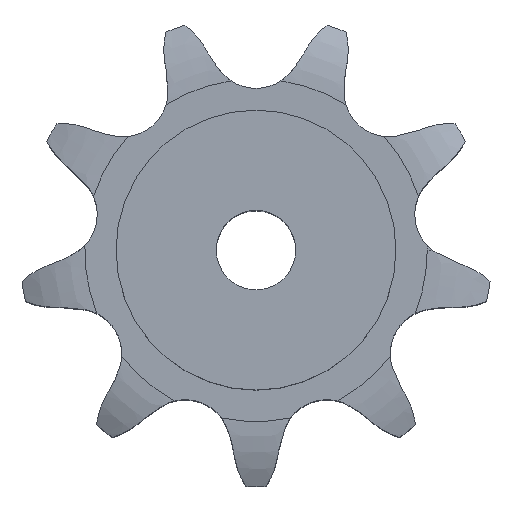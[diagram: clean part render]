
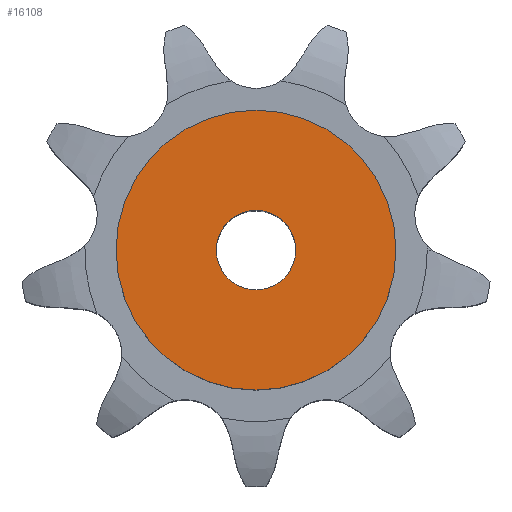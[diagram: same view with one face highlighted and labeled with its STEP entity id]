
A CAD part, top view. The second image highlights one B-rep face of the part: STEP entity #16108.
In plain terms, the highlighted planar face has unit normal (0, 0, 1).
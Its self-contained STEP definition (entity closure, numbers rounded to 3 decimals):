
#8742 = CYLINDRICAL_SURFACE('',#8743,12.5);
#8743 = AXIS2_PLACEMENT_3D('',#8744,#8745,#8746);
#8744 = CARTESIAN_POINT('',(0.,0.,285.975));
#8745 = DIRECTION('',(0.,0.,1.));
#8746 = DIRECTION('',(1.,0.,0.));
#10999 = EDGE_CURVE('',#11000,#11000,#11002,.T.);
#11000 = VERTEX_POINT('',#11001);
#11001 = CARTESIAN_POINT('',(12.5,0.,120.));
#11002 = SURFACE_CURVE('',#11003,(#11008,#11015),.PCURVE_S1.);
#11003 = CIRCLE('',#11004,12.5);
#11004 = AXIS2_PLACEMENT_3D('',#11005,#11006,#11007);
#11005 = CARTESIAN_POINT('',(0.,0.,120.));
#11006 = DIRECTION('',(0.,0.,1.));
#11007 = DIRECTION('',(1.,0.,0.));
#11008 = PCURVE('',#8742,#11009);
#11009 = DEFINITIONAL_REPRESENTATION('',(#11010),#11014);
#11010 = LINE('',#11011,#11012);
#11011 = CARTESIAN_POINT('',(0.,-165.975));
#11012 = VECTOR('',#11013,1.);
#11013 = DIRECTION('',(1.,0.));
#11014 = ( GEOMETRIC_REPRESENTATION_CONTEXT(2) 
PARAMETRIC_REPRESENTATION_CONTEXT() REPRESENTATION_CONTEXT('2D SPACE',''
  ) );
#11015 = PCURVE('',#11016,#11021);
#11016 = PLANE('',#11017);
#11017 = AXIS2_PLACEMENT_3D('',#11018,#11019,#11020);
#11018 = CARTESIAN_POINT('',(0.,0.,
    120.));
#11019 = DIRECTION('',(0.,0.,1.));
#11020 = DIRECTION('',(1.,0.,0.));
#11021 = DEFINITIONAL_REPRESENTATION('',(#11022),#11026);
#11022 = CIRCLE('',#11023,12.5);
#11023 = AXIS2_PLACEMENT_2D('',#11024,#11025);
#11024 = CARTESIAN_POINT('',(0.,0.));
#11025 = DIRECTION('',(1.,0.));
#11026 = ( GEOMETRIC_REPRESENTATION_CONTEXT(2) 
PARAMETRIC_REPRESENTATION_CONTEXT() REPRESENTATION_CONTEXT('2D SPACE',''
  ) );
#16108 = ADVANCED_FACE('',(#16109,#16140),#11016,.T.);
#16109 = FACE_BOUND('',#16110,.T.);
#16110 = EDGE_LOOP('',(#16111));
#16111 = ORIENTED_EDGE('',*,*,#16112,.T.);
#16112 = EDGE_CURVE('',#16113,#16113,#16115,.T.);
#16113 = VERTEX_POINT('',#16114);
#16114 = CARTESIAN_POINT('',(44.,0.,120.));
#16115 = SURFACE_CURVE('',#16116,(#16121,#16128),.PCURVE_S1.);
#16116 = CIRCLE('',#16117,44.);
#16117 = AXIS2_PLACEMENT_3D('',#16118,#16119,#16120);
#16118 = CARTESIAN_POINT('',(0.,0.,120.));
#16119 = DIRECTION('',(0.,0.,1.));
#16120 = DIRECTION('',(1.,0.,0.));
#16121 = PCURVE('',#11016,#16122);
#16122 = DEFINITIONAL_REPRESENTATION('',(#16123),#16127);
#16123 = CIRCLE('',#16124,44.);
#16124 = AXIS2_PLACEMENT_2D('',#16125,#16126);
#16125 = CARTESIAN_POINT('',(0.,0.));
#16126 = DIRECTION('',(1.,0.));
#16127 = ( GEOMETRIC_REPRESENTATION_CONTEXT(2) 
PARAMETRIC_REPRESENTATION_CONTEXT() REPRESENTATION_CONTEXT('2D SPACE',''
  ) );
#16128 = PCURVE('',#16129,#16134);
#16129 = CYLINDRICAL_SURFACE('',#16130,44.);
#16130 = AXIS2_PLACEMENT_3D('',#16131,#16132,#16133);
#16131 = CARTESIAN_POINT('',(0.,0.,0.));
#16132 = DIRECTION('',(-0.,-0.,-1.));
#16133 = DIRECTION('',(1.,0.,0.));
#16134 = DEFINITIONAL_REPRESENTATION('',(#16135),#16139);
#16135 = LINE('',#16136,#16137);
#16136 = CARTESIAN_POINT('',(-0.,-120.));
#16137 = VECTOR('',#16138,1.);
#16138 = DIRECTION('',(-1.,0.));
#16139 = ( GEOMETRIC_REPRESENTATION_CONTEXT(2) 
PARAMETRIC_REPRESENTATION_CONTEXT() REPRESENTATION_CONTEXT('2D SPACE',''
  ) );
#16140 = FACE_BOUND('',#16141,.T.);
#16141 = EDGE_LOOP('',(#16142));
#16142 = ORIENTED_EDGE('',*,*,#10999,.F.);
